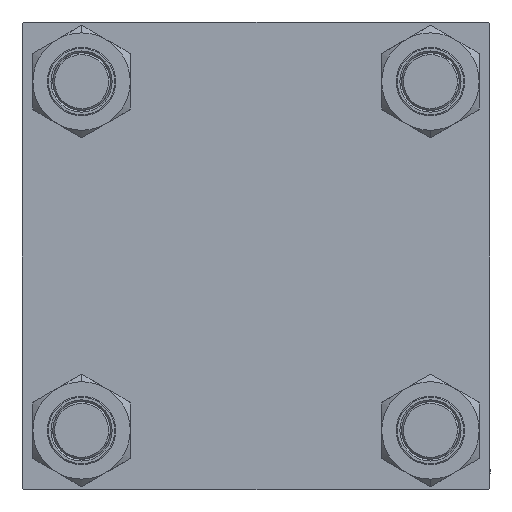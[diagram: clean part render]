
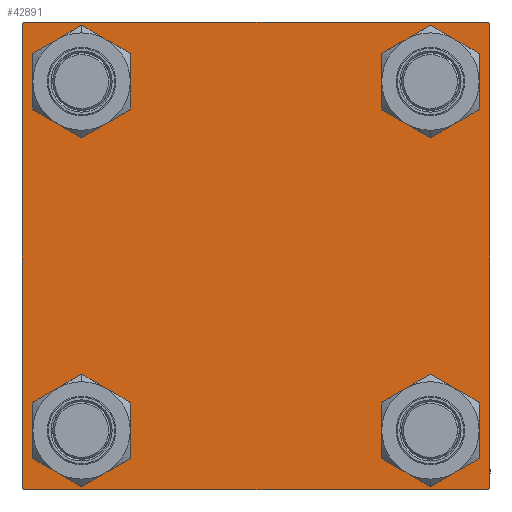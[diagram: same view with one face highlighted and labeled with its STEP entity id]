
A CAD part, left-side view. The second image highlights one B-rep face of the part: STEP entity #42891.
In plain terms, the highlighted planar face has unit normal (-1, 0, 0).
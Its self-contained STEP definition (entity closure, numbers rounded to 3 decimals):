
#34 = VERTEX_POINT ( 'NONE', #14664 ) ;
#69 = LINE ( 'NONE', #11208, #26483 ) ;
#570 = AXIS2_PLACEMENT_3D ( 'NONE', #6417, #10308, #37522 ) ;
#929 = VERTEX_POINT ( 'NONE', #50003 ) ;
#1011 = DIRECTION ( 'NONE',  ( 1., 0., 0. ) ) ;
#1173 = DIRECTION ( 'NONE',  ( 0., 0., -1. ) ) ;
#1198 = DIRECTION ( 'NONE',  ( 0., -1., 0. ) ) ;
#1316 = EDGE_CURVE ( 'NONE', #14422, #19105, #13717, .T. ) ;
#1384 = VERTEX_POINT ( 'NONE', #7359 ) ;
#1917 = CARTESIAN_POINT ( 'NONE',  ( 0., 48.45, -56.95 ) ) ;
#2647 = ORIENTED_EDGE ( 'NONE', *, *, #18021, .T. ) ;
#3259 = CARTESIAN_POINT ( 'NONE',  ( 0., 64.5, -65. ) ) ;
#3793 = ORIENTED_EDGE ( 'NONE', *, *, #32031, .F. ) ;
#3813 = CARTESIAN_POINT ( 'NONE',  ( 0., -64.5, 65. ) ) ;
#3901 = CARTESIAN_POINT ( 'NONE',  ( 0., 64.75, -64.75 ) ) ;
#3969 = CARTESIAN_POINT ( 'NONE',  ( 0., -48.45, 39.95 ) ) ;
#4526 = CARTESIAN_POINT ( 'NONE',  ( 0., 65., 64.5 ) ) ;
#4539 = VECTOR ( 'NONE', #1173, 1000. ) ;
#4770 = CARTESIAN_POINT ( 'NONE',  ( 0., 48.45, -48.45 ) ) ;
#5071 = CARTESIAN_POINT ( 'NONE',  ( 0., 65., -65. ) ) ;
#5253 = VECTOR ( 'NONE', #1198, 1000. ) ;
#5454 = EDGE_LOOP ( 'NONE', ( #11267, #26012 ) ) ;
#5659 = DIRECTION ( 'NONE',  ( 0., 0., 1. ) ) ;
#5903 = PLANE ( 'NONE',  #570 ) ;
#6023 = VECTOR ( 'NONE', #19684, 1000. ) ;
#6417 = CARTESIAN_POINT ( 'NONE',  ( 0., 0., 0. ) ) ;
#6932 = AXIS2_PLACEMENT_3D ( 'NONE', #21142, #33570, #48911 ) ;
#7359 = CARTESIAN_POINT ( 'NONE',  ( 0., -65., -64.5 ) ) ;
#7955 = DIRECTION ( 'NONE',  ( 0., 0., -1. ) ) ;
#9064 = DIRECTION ( 'NONE',  ( 1., 0., 0. ) ) ;
#9199 = CARTESIAN_POINT ( 'NONE',  ( 0., -48.45, -48.45 ) ) ;
#9294 = DIRECTION ( 'NONE',  ( 1., 0., 0. ) ) ;
#9335 = VERTEX_POINT ( 'NONE', #28185 ) ;
#10308 = DIRECTION ( 'NONE',  ( -1., 0., 0. ) ) ;
#11208 = CARTESIAN_POINT ( 'NONE',  ( 0., -64.75, -64.75 ) ) ;
#11267 = ORIENTED_EDGE ( 'NONE', *, *, #14980, .T. ) ;
#12615 = ORIENTED_EDGE ( 'NONE', *, *, #50516, .T. ) ;
#12853 = DIRECTION ( 'NONE',  ( 0., -1., 0. ) ) ;
#13344 = AXIS2_PLACEMENT_3D ( 'NONE', #34268, #46217, #38426 ) ;
#13686 = FACE_BOUND ( 'NONE', #50148, .T. ) ;
#13717 = CIRCLE ( 'NONE', #20325, 8.5 ) ;
#14422 = VERTEX_POINT ( 'NONE', #38359 ) ;
#14664 = CARTESIAN_POINT ( 'NONE',  ( 0., -64.5, -65. ) ) ;
#14722 = CARTESIAN_POINT ( 'NONE',  ( 0., 48.45, -39.95 ) ) ;
#14980 = EDGE_CURVE ( 'NONE', #29524, #929, #50508, .T. ) ;
#15085 = AXIS2_PLACEMENT_3D ( 'NONE', #32112, #9064, #44318 ) ;
#15660 = DIRECTION ( 'NONE',  ( 0., 0., 1. ) ) ;
#16107 = CARTESIAN_POINT ( 'NONE',  ( 0., -48.45, -56.95 ) ) ;
#16267 = CIRCLE ( 'NONE', #22907, 8.5 ) ;
#16654 = CIRCLE ( 'NONE', #13344, 8.5 ) ;
#16782 = VECTOR ( 'NONE', #7955, 1000. ) ;
#17205 = CARTESIAN_POINT ( 'NONE',  ( 0., -65., 65. ) ) ;
#17813 = ORIENTED_EDGE ( 'NONE', *, *, #20524, .T. ) ;
#18021 = EDGE_CURVE ( 'NONE', #19831, #40330, #16654, .T. ) ;
#19032 = AXIS2_PLACEMENT_3D ( 'NONE', #41967, #46386, #26665 ) ;
#19105 = VERTEX_POINT ( 'NONE', #16107 ) ;
#19431 = LINE ( 'NONE', #3901, #6023 ) ;
#19684 = DIRECTION ( 'NONE',  ( 0., -0.707, -0.707 ) ) ;
#19831 = VERTEX_POINT ( 'NONE', #14722 ) ;
#20034 = VECTOR ( 'NONE', #29111, 1000. ) ;
#20325 = AXIS2_PLACEMENT_3D ( 'NONE', #9199, #26004, #41826 ) ;
#20524 = EDGE_CURVE ( 'NONE', #38177, #49239, #35751, .T. ) ;
#20576 = LINE ( 'NONE', #17205, #4539 ) ;
#20796 = VERTEX_POINT ( 'NONE', #3259 ) ;
#21142 = CARTESIAN_POINT ( 'NONE',  ( 0., 48.45, 48.45 ) ) ;
#22450 = ORIENTED_EDGE ( 'NONE', *, *, #26284, .T. ) ;
#22530 = EDGE_CURVE ( 'NONE', #42156, #20796, #19431, .T. ) ;
#22907 = AXIS2_PLACEMENT_3D ( 'NONE', #41414, #9294, #5659 ) ;
#23332 = CARTESIAN_POINT ( 'NONE',  ( 0., 65., -64.5 ) ) ;
#24186 = DIRECTION ( 'NONE',  ( 1., 0., 0. ) ) ;
#24227 = LINE ( 'NONE', #48880, #5253 ) ;
#25587 = FACE_BOUND ( 'NONE', #32563, .T. ) ;
#25815 = ORIENTED_EDGE ( 'NONE', *, *, #22530, .T. ) ;
#26004 = DIRECTION ( 'NONE',  ( 1., 0., 0. ) ) ;
#26012 = ORIENTED_EDGE ( 'NONE', *, *, #31697, .T. ) ;
#26284 = EDGE_CURVE ( 'NONE', #20796, #34, #32273, .T. ) ;
#26483 = VECTOR ( 'NONE', #39185, 1000. ) ;
#26665 = DIRECTION ( 'NONE',  ( 0., 0., 1. ) ) ;
#26803 = EDGE_CURVE ( 'NONE', #49239, #38177, #40951, .T. ) ;
#27365 = ORIENTED_EDGE ( 'NONE', *, *, #38456, .T. ) ;
#27644 = LINE ( 'NONE', #43461, #16782 ) ;
#27948 = CARTESIAN_POINT ( 'NONE',  ( 0., -48.45, 48.45 ) ) ;
#28185 = CARTESIAN_POINT ( 'NONE',  ( 0., 64.5, 65. ) ) ;
#28199 = DIRECTION ( 'NONE',  ( 0., 0., 1. ) ) ;
#28267 = EDGE_CURVE ( 'NONE', #9335, #37938, #41805, .T. ) ;
#29111 = DIRECTION ( 'NONE',  ( 0., 0.707, -0.707 ) ) ;
#29395 = VECTOR ( 'NONE', #51273, 1000. ) ;
#29524 = VERTEX_POINT ( 'NONE', #48439 ) ;
#29639 = ORIENTED_EDGE ( 'NONE', *, *, #28267, .T. ) ;
#29988 = FACE_BOUND ( 'NONE', #5454, .T. ) ;
#30774 = EDGE_CURVE ( 'NONE', #37938, #42156, #27644, .T. ) ;
#31697 = EDGE_CURVE ( 'NONE', #929, #29524, #50781, .T. ) ;
#32017 = CIRCLE ( 'NONE', #41994, 8.5 ) ;
#32031 = EDGE_CURVE ( 'NONE', #9335, #50962, #24227, .T. ) ;
#32112 = CARTESIAN_POINT ( 'NONE',  ( 0., -48.45, 48.45 ) ) ;
#32273 = LINE ( 'NONE', #5071, #46738 ) ;
#32563 = EDGE_LOOP ( 'NONE', ( #45159, #43765 ) ) ;
#33570 = DIRECTION ( 'NONE',  ( 1., 0., 0. ) ) ;
#33756 = CARTESIAN_POINT ( 'NONE',  ( 0., 64.75, 64.75 ) ) ;
#34268 = CARTESIAN_POINT ( 'NONE',  ( 0., 48.45, -48.45 ) ) ;
#34614 = VERTEX_POINT ( 'NONE', #34720 ) ;
#34720 = CARTESIAN_POINT ( 'NONE',  ( 0., -65., 64.5 ) ) ;
#35433 = CARTESIAN_POINT ( 'NONE',  ( 0., -64.75, 64.75 ) ) ;
#35751 = CIRCLE ( 'NONE', #15085, 8.5 ) ;
#35885 = ORIENTED_EDGE ( 'NONE', *, *, #30774, .T. ) ;
#36088 = CARTESIAN_POINT ( 'NONE',  ( 0., -48.45, 56.95 ) ) ;
#37499 = ORIENTED_EDGE ( 'NONE', *, *, #44237, .T. ) ;
#37522 = DIRECTION ( 'NONE',  ( 0., 0., 1. ) ) ;
#37877 = EDGE_LOOP ( 'NONE', ( #2647, #37499 ) ) ;
#37938 = VERTEX_POINT ( 'NONE', #4526 ) ;
#37987 = EDGE_CURVE ( 'NONE', #34614, #1384, #20576, .T. ) ;
#38177 = VERTEX_POINT ( 'NONE', #3969 ) ;
#38359 = CARTESIAN_POINT ( 'NONE',  ( 0., -48.45, -39.95 ) ) ;
#38426 = DIRECTION ( 'NONE',  ( 0., 0., 1. ) ) ;
#38456 = EDGE_CURVE ( 'NONE', #34614, #50962, #47381, .T. ) ;
#39185 = DIRECTION ( 'NONE',  ( 0., -0.707, 0.707 ) ) ;
#40330 = VERTEX_POINT ( 'NONE', #1917 ) ;
#40951 = CIRCLE ( 'NONE', #42588, 8.5 ) ;
#41344 = ORIENTED_EDGE ( 'NONE', *, *, #26803, .T. ) ;
#41389 = ORIENTED_EDGE ( 'NONE', *, *, #37987, .F. ) ;
#41414 = CARTESIAN_POINT ( 'NONE',  ( 0., -48.45, -48.45 ) ) ;
#41805 = LINE ( 'NONE', #33756, #20034 ) ;
#41826 = DIRECTION ( 'NONE',  ( 0., 0., 1. ) ) ;
#41967 = CARTESIAN_POINT ( 'NONE',  ( 0., 48.45, 48.45 ) ) ;
#41994 = AXIS2_PLACEMENT_3D ( 'NONE', #4770, #24186, #15660 ) ;
#42156 = VERTEX_POINT ( 'NONE', #23332 ) ;
#42588 = AXIS2_PLACEMENT_3D ( 'NONE', #27948, #1011, #28199 ) ;
#42797 = EDGE_CURVE ( 'NONE', #19105, #14422, #16267, .T. ) ;
#42891 = ADVANCED_FACE ( 'NONE', ( #13686, #25587, #49720, #29988, #45822 ), #5903, .T. ) ;
#43461 = CARTESIAN_POINT ( 'NONE',  ( 0., 65., 65. ) ) ;
#43765 = ORIENTED_EDGE ( 'NONE', *, *, #42797, .T. ) ;
#44237 = EDGE_CURVE ( 'NONE', #40330, #19831, #32017, .T. ) ;
#44318 = DIRECTION ( 'NONE',  ( 0., 0., 1. ) ) ;
#45159 = ORIENTED_EDGE ( 'NONE', *, *, #1316, .T. ) ;
#45822 = FACE_OUTER_BOUND ( 'NONE', #48284, .T. ) ;
#46217 = DIRECTION ( 'NONE',  ( 1., 0., 0. ) ) ;
#46386 = DIRECTION ( 'NONE',  ( 1., 0., 0. ) ) ;
#46738 = VECTOR ( 'NONE', #12853, 1000. ) ;
#47381 = LINE ( 'NONE', #35433, #29395 ) ;
#48284 = EDGE_LOOP ( 'NONE', ( #35885, #25815, #22450, #12615, #41389, #27365, #3793, #29639 ) ) ;
#48439 = CARTESIAN_POINT ( 'NONE',  ( 0., 48.45, 56.95 ) ) ;
#48880 = CARTESIAN_POINT ( 'NONE',  ( 0., 65., 65. ) ) ;
#48911 = DIRECTION ( 'NONE',  ( 0., 0., 1. ) ) ;
#49239 = VERTEX_POINT ( 'NONE', #36088 ) ;
#49720 = FACE_BOUND ( 'NONE', #37877, .T. ) ;
#50003 = CARTESIAN_POINT ( 'NONE',  ( 0., 48.45, 39.95 ) ) ;
#50148 = EDGE_LOOP ( 'NONE', ( #41344, #17813 ) ) ;
#50508 = CIRCLE ( 'NONE', #19032, 8.5 ) ;
#50516 = EDGE_CURVE ( 'NONE', #34, #1384, #69, .T. ) ;
#50781 = CIRCLE ( 'NONE', #6932, 8.5 ) ;
#50962 = VERTEX_POINT ( 'NONE', #3813 ) ;
#51273 = DIRECTION ( 'NONE',  ( 0., 0.707, 0.707 ) ) ;
